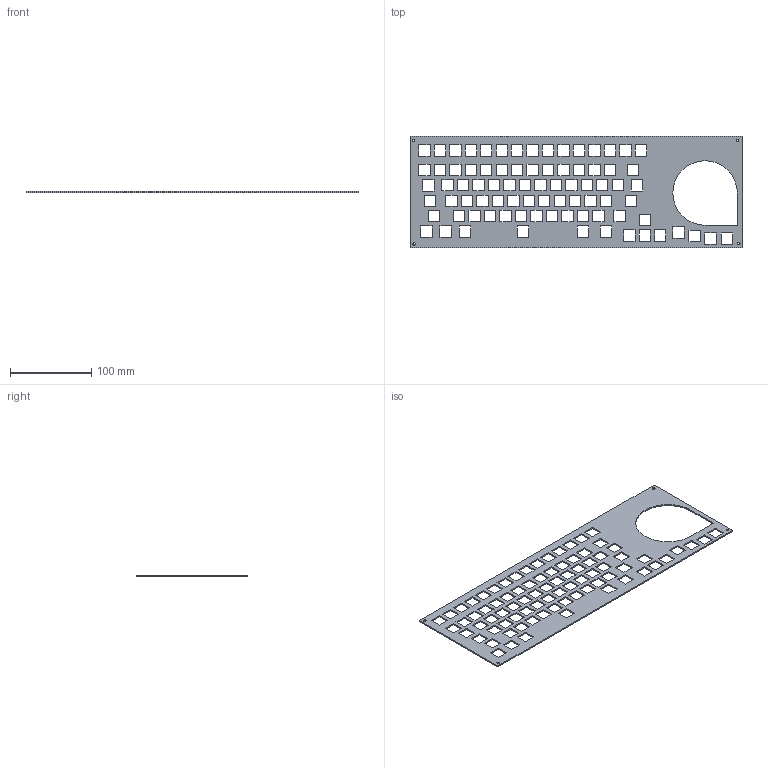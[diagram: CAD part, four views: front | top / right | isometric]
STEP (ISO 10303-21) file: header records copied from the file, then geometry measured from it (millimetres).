
FILE_DESCRIPTION(('KiCad electronic assembly'),'2;1');
FILE_NAME('OOTstag rev2 switchplate.step','2023-01-24T00:36:22',( 'Pcbnew'),('Kicad'),'Open CASCADE STEP processor 7.6', 'KiCad to STEP converter','Unknown');
FILE_SCHEMA(('AUTOMOTIVE_DESIGN { 1 0 10303 214 1 1 1 1 }'));
Length unit declared in the file: millimetre
Products named in the file (2): OOTstag rev2 switchplate 1; OOTstag rev2 switchplate PCB
Assembly tree (1 placements, depth 2):
  OOTstag rev2 switchplate 1
    OOTstag rev2 switchplate PCB
Bounding box: 409 x 137 x 1.6 mm (x, y, z)
Volume: 55152.3 mm3; surface area: 78563.3 mm2
Topology: 1 solids, 1 shells, 341 faces, 1017 edges, 678 vertices
Faces by surface type: plane 336, cylinder 5
Full cylindrical faces by diameter (mm): 3.2 x4
Entity records: 24867 total; most frequent: CARTESIAN_POINT 4132, DIRECTION 3737, LINE 3031, VECTOR 3031, ORIENTED_EDGE 2034, PCURVE 2034, DEFINITIONAL_REPRESENTATION 2034, EDGE_CURVE 1017
